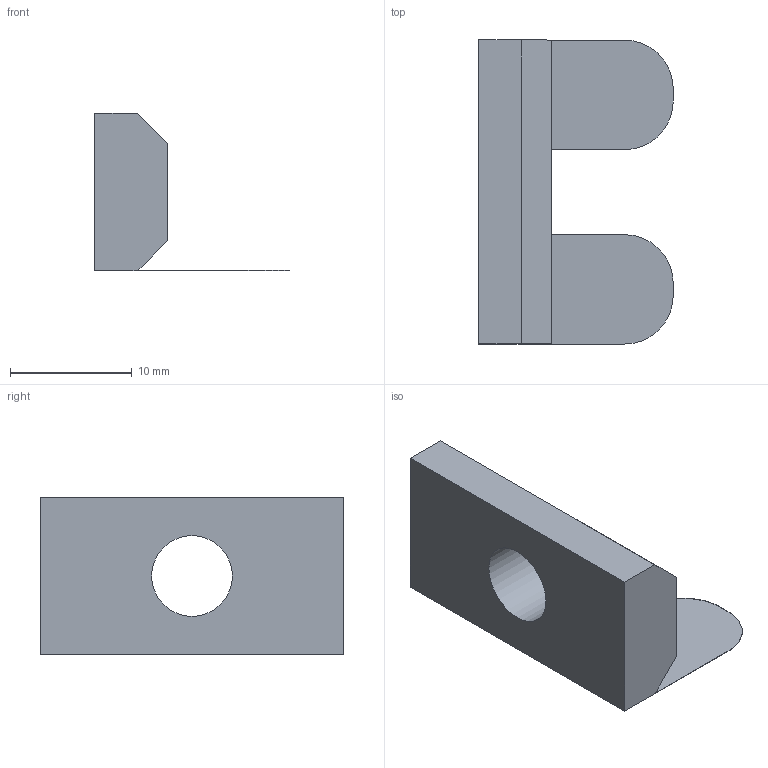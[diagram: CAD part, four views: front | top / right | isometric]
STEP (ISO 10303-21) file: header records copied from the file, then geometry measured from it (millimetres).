
FILE_DESCRIPTION(/* description */ ('Pevnostní matice M 8 l=25 s pružinou'),/* implementation_level */ '2;1');
FILE_NAME(/* name */ '210826.stp',/* time_stamp */ '2014-01-15T08:53:25+01:00',/* author */ ('VeronikaF'),/* organization */ (''),/* preprocessor_version */ 'ST-DEVELOPER v15.2',/* originating_system */ 'Autodesk Inventor 2014',/* authorisation */ '');
FILE_SCHEMA (('AUTOMOTIVE_DESIGN { 1 0 10303 214 3 1 1 }'));
Length unit declared in the file: millimetre
Products named in the file (1): 210826
Bounding box: 16 x 25 x 13 mm (x, y, z)
Volume: 1596.1 mm3; surface area: 1499.6 mm2
Topology: 1 solids, 1 shells, 19 faces, 52 edges, 35 vertices
Faces by surface type: plane 14, cylinder 5
Full cylindrical faces by diameter (mm): 6.647 x1
Entity records: 615 total; most frequent: CARTESIAN_POINT 104, ORIENTED_EDGE 100, DIRECTION 100, EDGE_CURVE 50, LINE 40, VECTOR 40, VERTEX_POINT 34, AXIS2_PLACEMENT_3D 30
